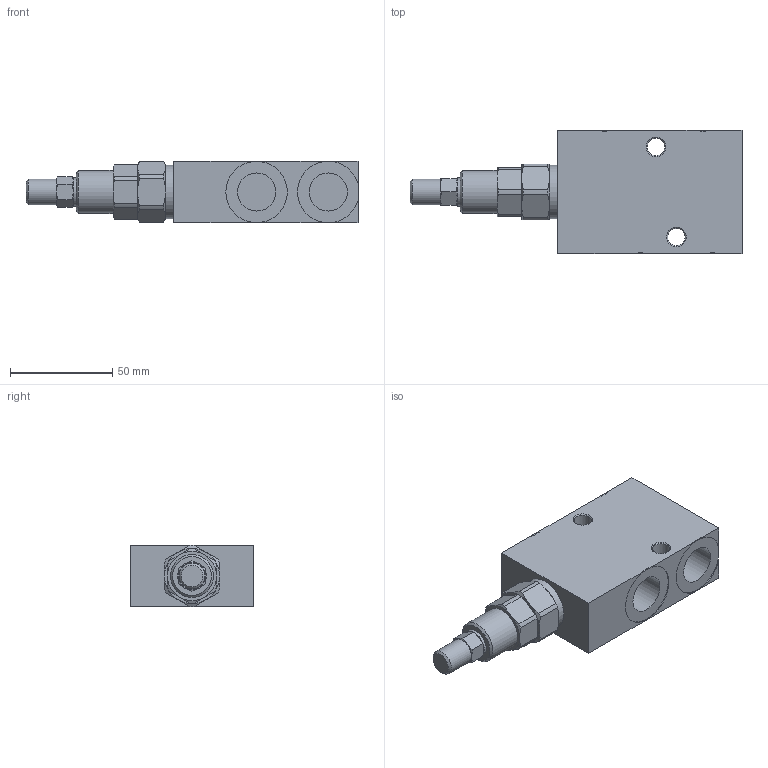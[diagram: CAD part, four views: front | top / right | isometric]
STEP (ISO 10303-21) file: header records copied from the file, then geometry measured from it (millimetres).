
FILE_DESCRIPTION(/* description */ ('Unknown'),/* implementation_level */ '2;1');
FILE_NAME(/* name */ 'V0410',/* time_stamp */ '2017-09-13T08:28:43+02:00',/* author */ ('Unknown'),/* organization */ ('Unknown'),/* preprocessor_version */ 'ST-DEVELOPER v16.7',/* originating_system */ 'DEX',/* authorisation */ $);
FILE_SCHEMA (('AUTOMOTIVE_DESIGN {1 0 10303 214 3 1 1}'));
Length unit declared in the file: millimetre
Products named in the file (1): V0410
Bounding box: 162 x 60 x 30 mm (x, y, z)
Volume: 163344.2 mm3; surface area: 30622.4 mm2
Topology: 1 solids, 3 shells, 119 faces, 255 edges, 154 vertices
Faces by surface type: plane 49, cone 36, cylinder 34
Full cylindrical faces by diameter (mm): 1 x2, 8 x1, 8.5 x2, 12.5 x1, 14 x1, 18.631 x4, 21 x1, 26 x1
Entity records: 3932 total; most frequent: CARTESIAN_POINT 638, DIRECTION 524, ORIENTED_EDGE 480, EDGE_CURVE 240, AXIS2_PLACEMENT_3D 224, VERTEX_POINT 158, EDGE_LOOP 154, FACE_BOUND 154
